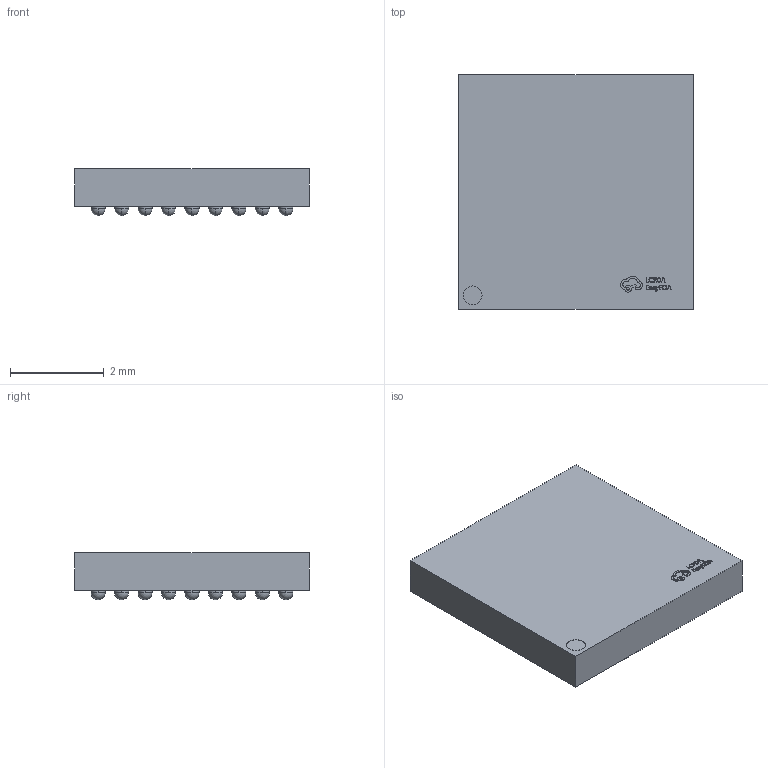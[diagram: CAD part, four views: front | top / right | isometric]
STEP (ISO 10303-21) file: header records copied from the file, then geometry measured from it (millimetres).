
FILE_DESCRIPTION (( 'STEP AP214' ), '1' );
FILE_NAME ('BGA-50_L5.0-W5.0-P0.50-BL_TI_HD3SS214ZQER.step', '2022-06-22T14:00:51', ( '' ), ( '' ), 'SwSTEP 2.0', 'SolidWorks 2020', '' );
FILE_SCHEMA (( 'AUTOMOTIVE_DESIGN' ));
Length unit declared in the file: millimetre
Products named in the file (1): BGA-50_L5.0-W5.0-P0.50-BL_TI_HD3SS214ZQER
Bounding box: 5 x 5 x 1.01 mm (x, y, z)
Volume: 20.5 mm3; surface area: 72 mm2
Topology: 1 solids, 1 shells, 492 faces, 1389 edges, 876 vertices
Faces by surface type: plane 178, bspline 112, cylinder 102, sphere 100
Entity records: 22035 total; most frequent: CARTESIAN_POINT 4762, ORIENTED_EDGE 2578, DIRECTION 2227, EDGE_CURVE 1289, VERTEX_POINT 876, AXIS2_PLACEMENT_3D 785, LINE 657, VECTOR 657
